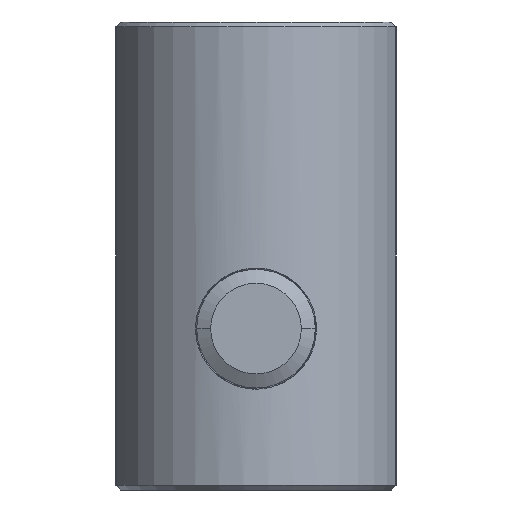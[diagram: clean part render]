
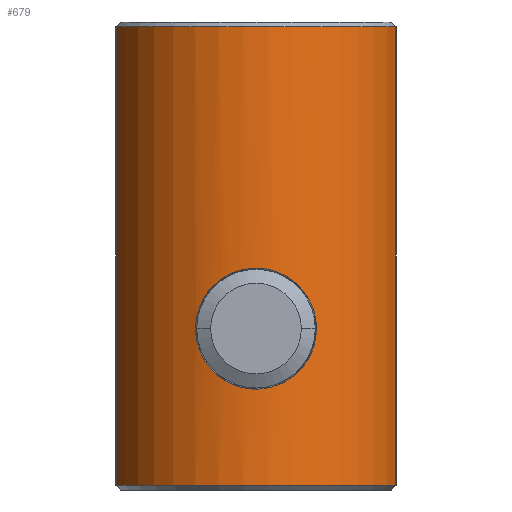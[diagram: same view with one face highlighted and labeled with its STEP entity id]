
A CAD part, left-side view. The second image highlights one B-rep face of the part: STEP entity #679.
In plain terms, the highlighted cylindrical face has radius 9 mm (diameter 18 mm), a partial arc.
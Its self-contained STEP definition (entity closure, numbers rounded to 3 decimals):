
#245=CARTESIAN_POINT('',(8.666,14.2,1.297));
#246=VERTEX_POINT('',#245);
#311=CARTESIAN_POINT('',(-8.663,14.2,1.297));
#312=VERTEX_POINT('',#311);
#329=CARTESIAN_POINT('',(0.002,14.2,3.732));
#330=DIRECTION('',(0.,1.0,0.));
#331=DIRECTION('',(0.963,0.,-0.271));
#332=AXIS2_PLACEMENT_3D('',#329,#330,#331);
#333=CIRCLE('',#332,9.);
#334=EDGE_CURVE('',#246,#312,#333,.T.);
#559=CARTESIAN_POINT('',(-8.663,-14.2,1.297));
#560=VERTEX_POINT('',#559);
#561=CARTESIAN_POINT('',(-8.663,-14.2,1.297));
#562=DIRECTION('',(0.0,1.0,0.0));
#563=VECTOR('',#562,28.4);
#564=LINE('',#561,#563);
#565=EDGE_CURVE('',#560,#312,#564,.T.);
#578=CARTESIAN_POINT('',(0.002,-15.62,3.732));
#579=DIRECTION('',(0.0,1.0,0.0));
#580=DIRECTION('',(0.963,0.,-0.271));
#581=AXIS2_PLACEMENT_3D('',#578,#579,#580);
#582=CYLINDRICAL_SURFACE('',#581,9.);
#583=ORIENTED_EDGE('',*,*,#334,.F.);
#584=CARTESIAN_POINT('',(8.666,-14.2,1.297));
#585=VERTEX_POINT('',#584);
#586=CARTESIAN_POINT('',(8.666,-14.2,1.297));
#587=DIRECTION('',(0.0,1.0,0.0));
#588=VECTOR('',#587,28.4);
#589=LINE('',#586,#588);
#590=EDGE_CURVE('',#585,#246,#589,.T.);
#591=ORIENTED_EDGE('',*,*,#590,.F.);
#592=CARTESIAN_POINT('',(0.002,-14.2,3.732));
#593=DIRECTION('',(0.,-1.0,0.));
#594=DIRECTION('',(0.963,0.,-0.271));
#595=AXIS2_PLACEMENT_3D('',#592,#593,#594);
#596=CIRCLE('',#595,9.);
#597=EDGE_CURVE('',#560,#585,#596,.T.);
#598=ORIENTED_EDGE('',*,*,#597,.F.);
#599=ORIENTED_EDGE('',*,*,#565,.T.);
#600=EDGE_LOOP('',(#583,#591,#598,#599));
#601=FACE_OUTER_BOUND('',#600,.T.);
#602=CARTESIAN_POINT('',(3.75,4.5,-4.45));
#603=VERTEX_POINT('',#602);
#604=CARTESIAN_POINT('',(3.75,4.5,-4.45));
#605=CARTESIAN_POINT('',(3.75,4.93,-4.45));
#606=CARTESIAN_POINT('',(3.672,5.382,-4.487));
#607=CARTESIAN_POINT('',(3.516,5.804,-4.554));
#608=CARTESIAN_POINT('',(3.368,6.203,-4.616));
#609=CARTESIAN_POINT('',(3.15,6.575,-4.704));
#610=CARTESIAN_POINT('',(2.89,6.89,-4.792));
#611=CARTESIAN_POINT('',(2.729,7.084,-4.846));
#612=CARTESIAN_POINT('',(2.558,7.254,-4.9));
#613=CARTESIAN_POINT('',(2.362,7.413,-4.953));
#614=CARTESIAN_POINT('',(2.012,7.697,-5.048));
#615=CARTESIAN_POINT('',(1.593,7.927,-5.138));
#616=CARTESIAN_POINT('',(1.147,8.07,-5.195));
#617=CARTESIAN_POINT('',(0.798,8.182,-5.24));
#618=CARTESIAN_POINT('',(0.432,8.242,-5.265));
#619=CARTESIAN_POINT('',(0.08,8.249,-5.268));
#620=CARTESIAN_POINT('',(-0.145,8.254,-5.27));
#621=CARTESIAN_POINT('',(-0.372,8.239,-5.263));
#622=CARTESIAN_POINT('',(-0.601,8.201,-5.248));
#623=CARTESIAN_POINT('',(-1.065,8.126,-5.217));
#624=CARTESIAN_POINT('',(-1.525,7.958,-5.147));
#625=CARTESIAN_POINT('',(-1.928,7.716,-5.059));
#626=CARTESIAN_POINT('',(-2.151,7.583,-5.01));
#627=CARTESIAN_POINT('',(-2.357,7.427,-4.956));
#628=CARTESIAN_POINT('',(-2.54,7.259,-4.902));
#629=CARTESIAN_POINT('',(-2.676,7.133,-4.862));
#630=CARTESIAN_POINT('',(-2.801,7.,-4.821));
#631=CARTESIAN_POINT('',(-2.92,6.853,-4.781));
#632=CARTESIAN_POINT('',(-3.21,6.492,-4.681));
#633=CARTESIAN_POINT('',(-3.444,6.06,-4.584));
#634=CARTESIAN_POINT('',(-3.585,5.601,-4.523));
#635=CARTESIAN_POINT('',(-3.673,5.312,-4.484));
#636=CARTESIAN_POINT('',(-3.726,5.013,-4.46));
#637=CARTESIAN_POINT('',(-3.744,4.721,-4.452));
#638=CARTESIAN_POINT('',(-3.756,4.505,-4.446));
#639=CARTESIAN_POINT('',(-3.751,4.293,-4.449));
#640=CARTESIAN_POINT('',(-3.726,4.075,-4.46));
#641=CARTESIAN_POINT('',(-3.672,3.606,-4.484));
#642=CARTESIAN_POINT('',(-3.524,3.133,-4.552));
#643=CARTESIAN_POINT('',(-3.297,2.712,-4.642));
#644=CARTESIAN_POINT('',(-3.139,2.421,-4.704));
#645=CARTESIAN_POINT('',(-2.943,2.155,-4.776));
#646=CARTESIAN_POINT('',(-2.727,1.926,-4.844));
#647=CARTESIAN_POINT('',(-2.6,1.791,-4.885));
#648=CARTESIAN_POINT('',(-2.464,1.667,-4.925));
#649=CARTESIAN_POINT('',(-2.314,1.549,-4.965));
#650=CARTESIAN_POINT('',(-1.956,1.269,-5.06));
#651=CARTESIAN_POINT('',(-1.531,1.045,-5.148));
#652=CARTESIAN_POINT('',(-1.081,0.909,-5.203));
#653=CARTESIAN_POINT('',(-0.742,0.807,-5.244));
#654=CARTESIAN_POINT('',(-0.39,0.755,-5.266));
#655=CARTESIAN_POINT('',(-0.051,0.75,-5.268));
#656=CARTESIAN_POINT('',(0.172,0.747,-5.269));
#657=CARTESIAN_POINT('',(0.398,0.764,-5.262));
#658=CARTESIAN_POINT('',(0.625,0.802,-5.247));
#659=CARTESIAN_POINT('',(1.06,0.876,-5.216));
#660=CARTESIAN_POINT('',(1.492,1.031,-5.153));
#661=CARTESIAN_POINT('',(1.875,1.252,-5.071));
#662=CARTESIAN_POINT('',(2.101,1.383,-5.023));
#663=CARTESIAN_POINT('',(2.311,1.536,-4.969));
#664=CARTESIAN_POINT('',(2.498,1.703,-4.915));
#665=CARTESIAN_POINT('',(2.644,1.834,-4.873));
#666=CARTESIAN_POINT('',(2.777,1.973,-4.83));
#667=CARTESIAN_POINT('',(2.904,2.127,-4.788));
#668=CARTESIAN_POINT('',(3.189,2.476,-4.69));
#669=CARTESIAN_POINT('',(3.421,2.895,-4.595));
#670=CARTESIAN_POINT('',(3.566,3.34,-4.532));
#671=CARTESIAN_POINT('',(3.69,3.72,-4.479));
#672=CARTESIAN_POINT('',(3.75,4.119,-4.45));
#673=CARTESIAN_POINT('',(3.75,4.5,-4.45));
#674=B_SPLINE_CURVE_WITH_KNOTS('',3,(#604,#605,#606,#607,#608,#609,#610,#611,#612,#613,#614,#615,#616,#617,#618,#619,#620,#621,#622,#623,#624,#625,#626,#627,#628,#629,#630,#631,#632,#633,#634,#635,#636,#637,#638,#639,#640,#641,#642,#643,#644,#645,#646,#647,#648,#649,#650,#651,#652,#653,#654,#655,#656,#657,#658,#659,#660,#661,#662,#663,#664,#665,#666,#667,#668,#669,#670,#671,#672,#673),.UNSPECIFIED.,.T.,.U.,(4,3,3,3,3,3,3,3,3,3,3,3,3,3,3,3,3,3,3,3,3,3,3,4),(0.0,0.129,0.251,0.326,0.46,0.565,0.632,0.768,0.843,0.899,1.037,1.124,1.187,1.325,1.421,1.477,1.612,1.713,1.78,1.907,1.983,2.042,2.176,2.291),.UNSPECIFIED.);
#675=EDGE_CURVE('',#603,#603,#674,.T.);
#676=ORIENTED_EDGE('',*,*,#675,.T.);
#677=EDGE_LOOP('',(#676));
#678=FACE_BOUND('',#677,.T.);
#679=ADVANCED_FACE('',(#601,#678),#582,.T.);
